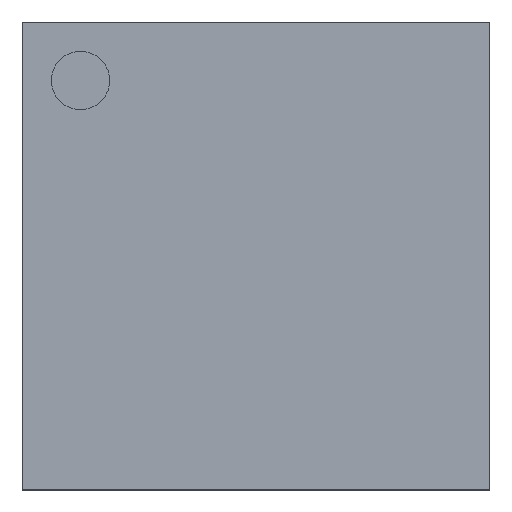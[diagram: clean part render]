
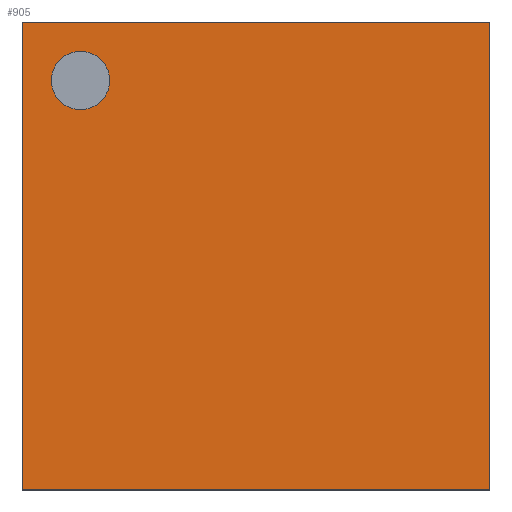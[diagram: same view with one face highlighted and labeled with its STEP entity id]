
A CAD part, top view. The second image highlights one B-rep face of the part: STEP entity #905.
In plain terms, the highlighted planar face has unit normal (0, 0, 1).
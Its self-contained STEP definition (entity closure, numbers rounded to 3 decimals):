
#20=FACE_BOUND('',#328,.T.);
#22=LINE('',#1705,#35);
#27=LINE('',#1714,#40);
#28=LINE('',#1717,#41);
#29=LINE('',#1718,#42);
#35=VECTOR('',#1407,1.);
#40=VECTOR('',#1414,1.);
#41=VECTOR('',#1417,1.);
#42=VECTOR('',#1418,1.);
#49=PLANE('',#1132);
#255=FACE_OUTER_BOUND('',#327,.T.);
#327=EDGE_LOOP('',(#753,#754,#755,#756));
#328=EDGE_LOOP('',(#757));
#398=CIRCLE('',#1133,0.313);
#529=VERTEX_POINT('',#1702);
#530=VERTEX_POINT('',#1704);
#533=VERTEX_POINT('',#1712);
#534=VERTEX_POINT('',#1716);
#535=VERTEX_POINT('',#1719);
#603=EDGE_CURVE('',#529,#530,#22,.T.);
#608=EDGE_CURVE('',#529,#533,#27,.T.);
#609=EDGE_CURVE('',#533,#534,#28,.T.);
#610=EDGE_CURVE('',#530,#534,#29,.T.);
#611=EDGE_CURVE('',#535,#535,#398,.T.);
#753=ORIENTED_EDGE('',*,*,#603,.F.);
#754=ORIENTED_EDGE('',*,*,#608,.T.);
#755=ORIENTED_EDGE('',*,*,#609,.T.);
#756=ORIENTED_EDGE('',*,*,#610,.F.);
#757=ORIENTED_EDGE('',*,*,#611,.F.);
#905=ADVANCED_FACE('',(#255,#20),#49,.T.);
#1132=AXIS2_PLACEMENT_3D('',#1715,#1415,#1416);
#1133=AXIS2_PLACEMENT_3D('',#1720,#1419,#1420);
#1407=DIRECTION('',(0.,1.,0.));
#1414=DIRECTION('',(1.,0.,0.));
#1415=DIRECTION('center_axis',(0.,0.,1.));
#1416=DIRECTION('ref_axis',(1.,0.,0.));
#1417=DIRECTION('',(0.,1.,0.));
#1418=DIRECTION('',(1.,0.,0.));
#1419=DIRECTION('center_axis',(0.,0.,1.));
#1420=DIRECTION('ref_axis',(1.,0.,0.));
#1702=CARTESIAN_POINT('',(-2.5,-2.5,0.55));
#1704=CARTESIAN_POINT('',(-2.5,2.5,0.55));
#1705=CARTESIAN_POINT('',(-2.5,-2.5,0.55));
#1712=CARTESIAN_POINT('',(2.5,-2.5,0.55));
#1714=CARTESIAN_POINT('',(-2.5,-2.5,0.55));
#1715=CARTESIAN_POINT('Origin',(-2.5,-2.5,0.55));
#1716=CARTESIAN_POINT('',(2.5,2.5,0.55));
#1717=CARTESIAN_POINT('',(2.5,-2.5,0.55));
#1718=CARTESIAN_POINT('',(-2.5,2.5,0.55));
#1719=CARTESIAN_POINT('',(-2.188,1.875,0.55));
#1720=CARTESIAN_POINT('Origin',(-1.875,1.875,0.55));
